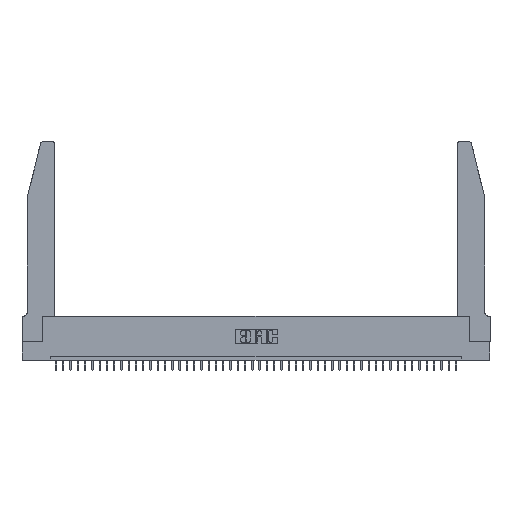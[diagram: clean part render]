
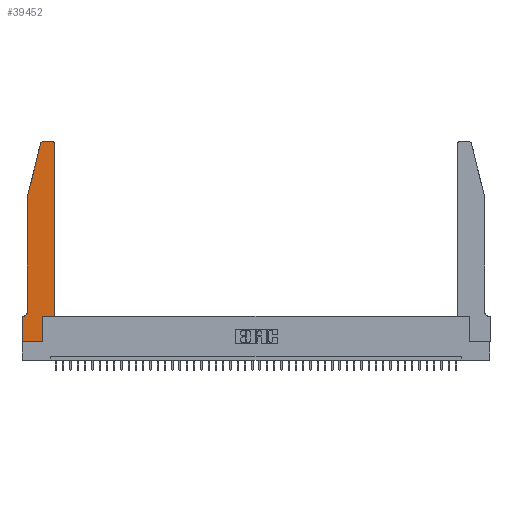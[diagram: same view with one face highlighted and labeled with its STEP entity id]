
A CAD part, top view. The second image highlights one B-rep face of the part: STEP entity #39452.
In plain terms, the highlighted planar face has unit normal (0, 0, 1).
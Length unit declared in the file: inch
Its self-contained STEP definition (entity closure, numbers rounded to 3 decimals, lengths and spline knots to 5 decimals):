
#249 = EDGE_CURVE ( 'NONE', #34525, #34671, #3946, .T. ) ;
#348 = ORIENTED_EDGE ( 'NONE', *, *, #26038, .T. ) ;
#389 = LINE ( 'NONE', #17301, #1372 ) ;
#562 = ORIENTED_EDGE ( 'NONE', *, *, #26985, .T. ) ;
#1372 = VECTOR ( 'NONE', #28483, 39.37008 ) ;
#1471 = VERTEX_POINT ( 'NONE', #35246 ) ;
#1534 = EDGE_CURVE ( 'NONE', #7525, #38463, #389, .T. ) ;
#1617 = DIRECTION ( 'NONE',  ( -1., 0., 0. ) ) ;
#2051 = AXIS2_PLACEMENT_3D ( 'NONE', #35333, #4060, #18001 ) ;
#2070 = CARTESIAN_POINT ( 'NONE',  ( 0.4205, 2.72, 0.37 ) ) ;
#3299 = EDGE_CURVE ( 'NONE', #16426, #34525, #20182, .T. ) ;
#3815 = VERTEX_POINT ( 'NONE', #7075 ) ;
#3946 = CIRCLE ( 'NONE', #14182, 0.03 ) ;
#4054 = VECTOR ( 'NONE', #10096, 39.37008 ) ;
#4060 = DIRECTION ( 'NONE',  ( 0., 0., 1. ) ) ;
#4089 = CARTESIAN_POINT ( 'NONE',  ( 0.0755, 2., 0.37 ) ) ;
#4157 = DIRECTION ( 'NONE',  ( 0., -1., 0. ) ) ;
#5283 = CARTESIAN_POINT ( 'NONE',  ( 0.4505, 0.35, 0.37 ) ) ;
#5451 = DIRECTION ( 'NONE',  ( 0., 1., 0. ) ) ;
#5972 = VERTEX_POINT ( 'NONE', #8609 ) ;
#6564 = CARTESIAN_POINT ( 'NONE',  ( 0.0755, 0.35, 0.37 ) ) ;
#7075 = CARTESIAN_POINT ( 'NONE',  ( 0., 0.35, 0.37 ) ) ;
#7353 = LINE ( 'NONE', #17651, #28906 ) ;
#7478 = FACE_OUTER_BOUND ( 'NONE', #42392, .T. ) ;
#7525 = VERTEX_POINT ( 'NONE', #32780 ) ;
#8198 = CARTESIAN_POINT ( 'NONE',  ( 0.2865, 0.35, 0.37 ) ) ;
#8477 = EDGE_CURVE ( 'NONE', #32786, #1471, #16048, .T. ) ;
#8609 = CARTESIAN_POINT ( 'NONE',  ( 0.2865, 0.35, 0.37 ) ) ;
#8701 = ORIENTED_EDGE ( 'NONE', *, *, #11005, .T. ) ;
#10096 = DIRECTION ( 'NONE',  ( -1., 0., 0. ) ) ;
#10966 = DIRECTION ( 'NONE',  ( 0., 0., 1. ) ) ;
#10991 = CARTESIAN_POINT ( 'NONE',  ( 0.0755, 2., 0.37 ) ) ;
#11005 = EDGE_CURVE ( 'NONE', #34671, #32252, #18763, .T. ) ;
#11159 = VECTOR ( 'NONE', #19230, 39.37008 ) ;
#11719 = VECTOR ( 'NONE', #24937, 39.37008 ) ;
#13171 = LINE ( 'NONE', #15934, #35711 ) ;
#13867 = AXIS2_PLACEMENT_3D ( 'NONE', #39933, #36077, #1617 ) ;
#14182 = AXIS2_PLACEMENT_3D ( 'NONE', #42674, #10966, #25370 ) ;
#15934 = CARTESIAN_POINT ( 'NONE',  ( 0.4505, 0.35, 0.37 ) ) ;
#16048 = CIRCLE ( 'NONE', #13867, 0.07 ) ;
#16426 = VERTEX_POINT ( 'NONE', #33059 ) ;
#17301 = CARTESIAN_POINT ( 'NONE',  ( 0., 0., 0.37 ) ) ;
#17651 = CARTESIAN_POINT ( 'NONE',  ( 0.0755, 2., 0.37 ) ) ;
#18001 = DIRECTION ( 'NONE',  ( 1., 0., 0. ) ) ;
#18162 = EDGE_CURVE ( 'NONE', #5972, #26404, #13171, .T. ) ;
#18763 = LINE ( 'NONE', #10991, #11719 ) ;
#18911 = ORIENTED_EDGE ( 'NONE', *, *, #8477, .T. ) ;
#19230 = DIRECTION ( 'NONE',  ( 0., 1., 0. ) ) ;
#19460 = VECTOR ( 'NONE', #41471, 39.37008 ) ;
#20070 = VECTOR ( 'NONE', #28071, 39.37008 ) ;
#20182 = LINE ( 'NONE', #31126, #4054 ) ;
#20951 = LINE ( 'NONE', #6564, #19460 ) ;
#20991 = CARTESIAN_POINT ( 'NONE',  ( 0., 0., 0.37 ) ) ;
#21426 = PLANE ( 'NONE',  #2051 ) ;
#21714 = VECTOR ( 'NONE', #5451, 39.37008 ) ;
#22233 = CARTESIAN_POINT ( 'NONE',  ( 0.0755, 0.42, 0.37 ) ) ;
#22818 = CARTESIAN_POINT ( 'NONE',  ( 0.4505, 0.35, 0.37 ) ) ;
#22827 = CARTESIAN_POINT ( 'NONE',  ( 0.25487, 2.72718, 0.37 ) ) ;
#22855 = VERTEX_POINT ( 'NONE', #29376 ) ;
#23671 = EDGE_CURVE ( 'NONE', #26404, #22855, #36552, .T. ) ;
#24089 = ORIENTED_EDGE ( 'NONE', *, *, #1534, .T. ) ;
#24360 = ORIENTED_EDGE ( 'NONE', *, *, #18162, .T. ) ;
#24642 = LINE ( 'NONE', #20991, #20070 ) ;
#24937 = DIRECTION ( 'NONE',  ( -0.239, -0.971, 0. ) ) ;
#25007 = ORIENTED_EDGE ( 'NONE', *, *, #23671, .T. ) ;
#25370 = DIRECTION ( 'NONE',  ( 1., 0., 0. ) ) ;
#26038 = EDGE_CURVE ( 'NONE', #22855, #16426, #35377, .T. ) ;
#26093 = EDGE_CURVE ( 'NONE', #3815, #7525, #24642, .T. ) ;
#26404 = VERTEX_POINT ( 'NONE', #22818 ) ;
#26884 = DIRECTION ( 'NONE',  ( 1., 0., 0. ) ) ;
#26985 = EDGE_CURVE ( 'NONE', #32252, #32786, #7353, .T. ) ;
#27611 = ORIENTED_EDGE ( 'NONE', *, *, #3299, .T. ) ;
#27830 = EDGE_CURVE ( 'NONE', #1471, #3815, #20951, .T. ) ;
#28071 = DIRECTION ( 'NONE',  ( 0., -1., 0. ) ) ;
#28483 = DIRECTION ( 'NONE',  ( 1., 0., 0. ) ) ;
#28906 = VECTOR ( 'NONE', #4157, 39.37008 ) ;
#29376 = CARTESIAN_POINT ( 'NONE',  ( 0.4505, 2.72, 0.37 ) ) ;
#29708 = DIRECTION ( 'NONE',  ( 1., 0., 0. ) ) ;
#30167 = ORIENTED_EDGE ( 'NONE', *, *, #249, .T. ) ;
#31126 = CARTESIAN_POINT ( 'NONE',  ( 0.2605, 2.75, 0.37 ) ) ;
#32014 = ORIENTED_EDGE ( 'NONE', *, *, #27830, .T. ) ;
#32252 = VERTEX_POINT ( 'NONE', #4089 ) ;
#32412 = ORIENTED_EDGE ( 'NONE', *, *, #26093, .T. ) ;
#32780 = CARTESIAN_POINT ( 'NONE',  ( 0., 0., 0.37 ) ) ;
#32786 = VERTEX_POINT ( 'NONE', #22233 ) ;
#33059 = CARTESIAN_POINT ( 'NONE',  ( 0.4205, 2.75, 0.37 ) ) ;
#34525 = VERTEX_POINT ( 'NONE', #42431 ) ;
#34654 = AXIS2_PLACEMENT_3D ( 'NONE', #2070, #44273, #29708 ) ;
#34671 = VERTEX_POINT ( 'NONE', #22827 ) ;
#35246 = CARTESIAN_POINT ( 'NONE',  ( 0.0055, 0.35, 0.37 ) ) ;
#35333 = CARTESIAN_POINT ( 'NONE',  ( 0., 0.35, 0.37 ) ) ;
#35377 = CIRCLE ( 'NONE', #34654, 0.03 ) ;
#35711 = VECTOR ( 'NONE', #26884, 39.37008 ) ;
#36077 = DIRECTION ( 'NONE',  ( 0., 0., -1. ) ) ;
#36552 = LINE ( 'NONE', #5283, #11159 ) ;
#36722 = LINE ( 'NONE', #8198, #21714 ) ;
#37440 = ORIENTED_EDGE ( 'NONE', *, *, #39154, .T. ) ;
#38463 = VERTEX_POINT ( 'NONE', #40298 ) ;
#39154 = EDGE_CURVE ( 'NONE', #38463, #5972, #36722, .T. ) ;
#39452 = ADVANCED_FACE ( 'NONE', ( #7478 ), #21426, .T. ) ;
#39933 = CARTESIAN_POINT ( 'NONE',  ( 0.0055, 0.42, 0.37 ) ) ;
#40298 = CARTESIAN_POINT ( 'NONE',  ( 0.2865, 0., 0.37 ) ) ;
#41471 = DIRECTION ( 'NONE',  ( -1., 0., 0. ) ) ;
#42392 = EDGE_LOOP ( 'NONE', ( #27611, #30167, #8701, #562, #18911, #32014, #32412, #24089, #37440, #24360, #25007, #348 ) ) ;
#42431 = CARTESIAN_POINT ( 'NONE',  ( 0.284, 2.75, 0.37 ) ) ;
#42674 = CARTESIAN_POINT ( 'NONE',  ( 0.284, 2.72, 0.37 ) ) ;
#44273 = DIRECTION ( 'NONE',  ( 0., 0., 1. ) ) ;
